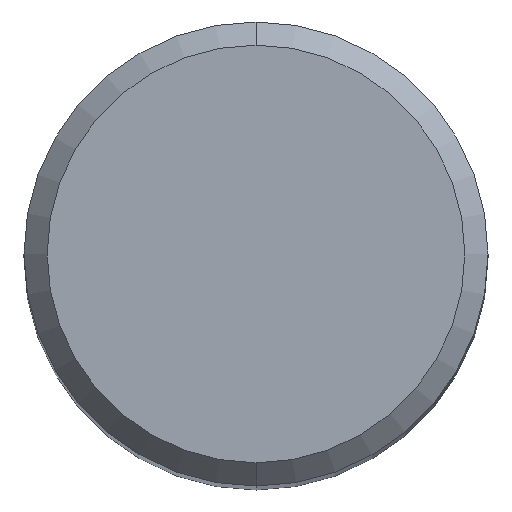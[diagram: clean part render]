
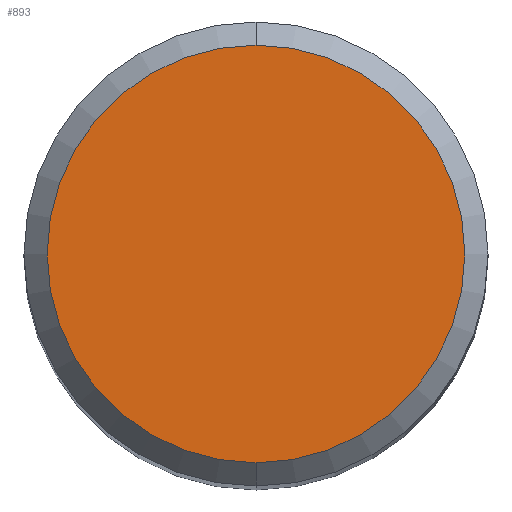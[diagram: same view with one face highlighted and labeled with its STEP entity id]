
A CAD part, top view. The second image highlights one B-rep face of the part: STEP entity #893.
In plain terms, the highlighted planar face has unit normal (0, 0, 1).
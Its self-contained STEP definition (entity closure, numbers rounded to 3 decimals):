
#509=EDGE_CURVE('',#669,#637,#1191,.T.);
#637=VERTEX_POINT('',#1326);
#669=VERTEX_POINT('',#1358);
#715=EDGE_CURVE('',#637,#669,#1409,.T.);
#893=ADVANCED_FACE('',(#1607),#1608,.T.);
#1191=CIRCLE('',#6129,5.4);
#1326=CARTESIAN_POINT('',(0.,-5.4,0.0));
#1358=CARTESIAN_POINT('',(0.0,5.4,0.0));
#1409=CIRCLE('',#9646,5.4);
#1607=FACE_OUTER_BOUND('',#13168,.T.);
#1608=PLANE('',#13169);
#6129=AXIS2_PLACEMENT_3D('',#14655,#14656,#14657);
#9646=AXIS2_PLACEMENT_3D('',#14825,#14826,#14827);
#13168=EDGE_LOOP('',(#15086,#15087));
#13169=AXIS2_PLACEMENT_3D('',#15088,#15089,#15090);
#14655=CARTESIAN_POINT('',(0.0,0.0,0.0));
#14656=DIRECTION('',(0.0,0.0,-1.0));
#14657=DIRECTION('',(0.0,1.0,0.0));
#14825=CARTESIAN_POINT('',(0.0,0.0,0.0));
#14826=DIRECTION('',(0.0,0.0,-1.0));
#14827=DIRECTION('',(0.0,1.0,0.0));
#15086=ORIENTED_EDGE('',*,*,#509,.F.);
#15087=ORIENTED_EDGE('',*,*,#715,.F.);
#15088=CARTESIAN_POINT('',(0.0,2.7,0.0));
#15089=DIRECTION('',(-0.0,0.0,1.0));
#15090=DIRECTION('',(0.0,-1.0,0.0));
